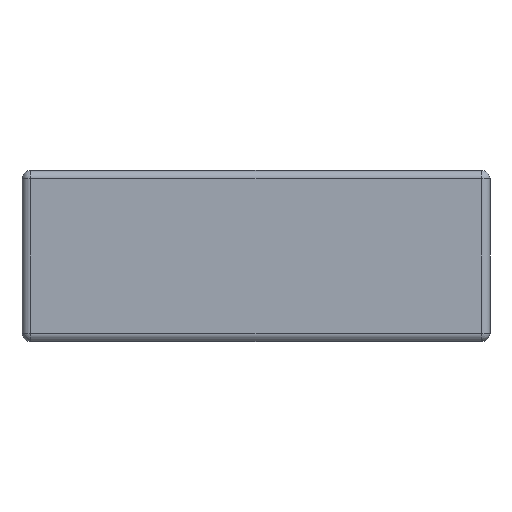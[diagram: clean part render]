
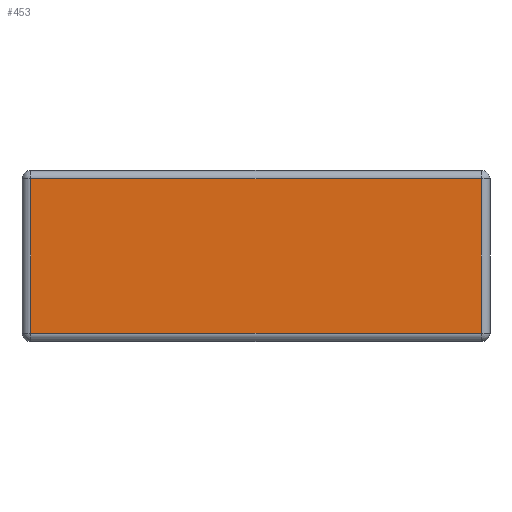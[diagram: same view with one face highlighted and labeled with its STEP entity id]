
A CAD part, front view. The second image highlights one B-rep face of the part: STEP entity #453.
In plain terms, the highlighted planar face has unit normal (0, -1, 0).
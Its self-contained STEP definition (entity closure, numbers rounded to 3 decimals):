
#18=PLANE('',#523);
#27=LINE('',#716,#53);
#36=LINE('',#778,#62);
#38=LINE('',#781,#64);
#47=LINE('',#837,#73);
#53=VECTOR('',#557,10.);
#62=VECTOR('',#614,10.);
#64=VECTOR('',#618,10.);
#73=VECTOR('',#669,10.);
#119=FACE_OUTER_BOUND('',#151,.T.);
#151=EDGE_LOOP('',(#394,#395,#396,#397));
#195=VERTEX_POINT('',#695);
#199=VERTEX_POINT('',#703);
#201=VERTEX_POINT('',#709);
#217=VERTEX_POINT('',#773);
#238=EDGE_CURVE('',#201,#195,#27,.T.);
#263=EDGE_CURVE('',#199,#217,#36,.T.);
#265=EDGE_CURVE('',#217,#201,#38,.T.);
#287=EDGE_CURVE('',#195,#199,#47,.T.);
#394=ORIENTED_EDGE('',*,*,#263,.F.);
#395=ORIENTED_EDGE('',*,*,#287,.F.);
#396=ORIENTED_EDGE('',*,*,#238,.F.);
#397=ORIENTED_EDGE('',*,*,#265,.F.);
#453=ADVANCED_FACE('',(#119),#18,.T.);
#523=AXIS2_PLACEMENT_3D('',#843,#678,#679);
#557=DIRECTION('',(0.,0.,-1.));
#614=DIRECTION('',(0.,0.,1.));
#618=DIRECTION('',(1.,0.,0.));
#669=DIRECTION('',(-1.,0.,0.));
#678=DIRECTION('center_axis',(0.,-1.,0.));
#679=DIRECTION('ref_axis',(1.,0.,0.));
#695=CARTESIAN_POINT('',(39.5,-41.,1.5));
#703=CARTESIAN_POINT('',(-39.5,-41.,1.5));
#709=CARTESIAN_POINT('',(39.5,-41.,28.5));
#716=CARTESIAN_POINT('',(39.5,-41.,0.));
#773=CARTESIAN_POINT('',(-39.5,-41.,28.5));
#778=CARTESIAN_POINT('',(-39.5,-41.,0.));
#781=CARTESIAN_POINT('',(-20.5,-41.,28.5));
#837=CARTESIAN_POINT('',(-20.5,-41.,1.5));
#843=CARTESIAN_POINT('Origin',(-41.,-41.,0.));
